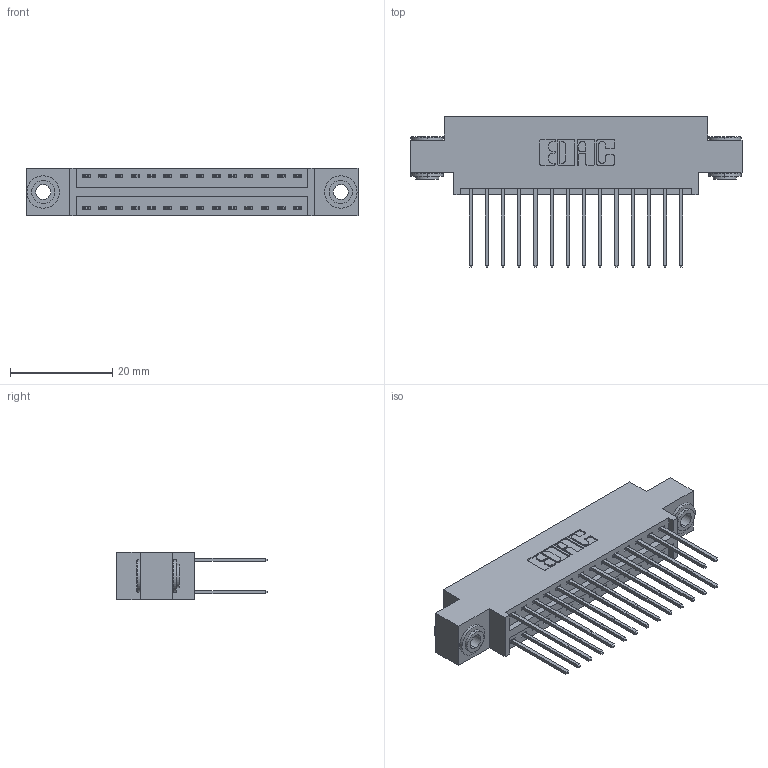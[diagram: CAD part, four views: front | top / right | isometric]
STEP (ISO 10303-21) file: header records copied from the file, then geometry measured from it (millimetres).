
FILE_DESCRIPTION (( 'STEP AP203' ), '1' );
FILE_NAME ('396-028-540-803.STEP', '2019-11-01T19:23:44', ( '' ), ( '' ), 'SwSTEP 2.0', 'SolidWorks 2016', '' );
FILE_SCHEMA (( 'CONFIG_CONTROL_DESIGN' ));
Length unit declared in the file: inch
Products named in the file (4): 345-292-001_345-293-140; 345-250-002_345-250-002-102; 396-028-540-803; 346 Part_0.170 Offset - 0.156 Dia-TH
Assembly tree (31 placements, depth 2):
  396-028-540-803
    346 Part_0.170 Offset - 0.156 Dia-TH
    345-292-001_345-293-140  x28
    345-250-002_345-250-002-102  x2
Bounding box: 65.02 x 29.46 x 9.4 mm (x, y, z)
Volume: 6094.1 mm3; surface area: 8832.5 mm2
Topology: 31 solids, 31 shells, 1620 faces, 4757 edges, 3130 vertices
Faces by surface type: plane 1070, cylinder 542, cone 8
Entity records: 13706 total; most frequent: CARTESIAN_POINT 2275, ORIENTED_EDGE 2202, DIRECTION 2087, EDGE_CURVE 1101, VECTOR 889, LINE 889, VERTEX_POINT 730, AXIS2_PLACEMENT_3D 599
